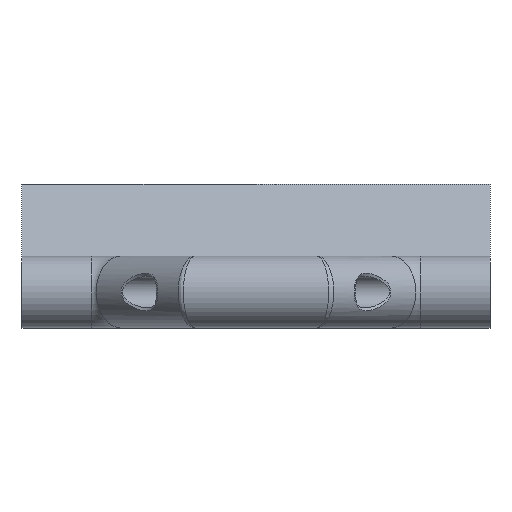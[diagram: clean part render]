
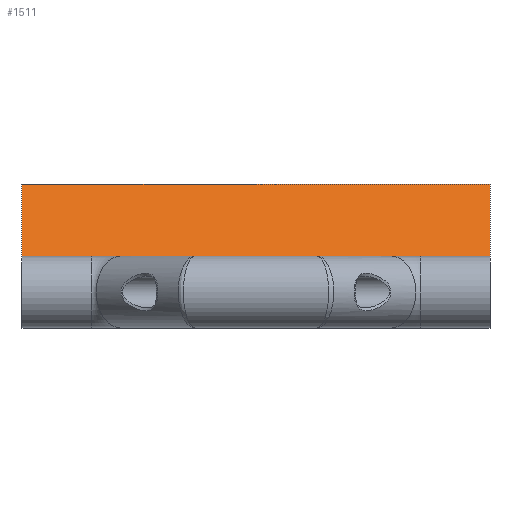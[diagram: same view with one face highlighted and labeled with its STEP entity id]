
A CAD part, front view. The second image highlights one B-rep face of the part: STEP entity #1511.
In plain terms, the highlighted planar face has unit normal (0, -0.707, 0.707).
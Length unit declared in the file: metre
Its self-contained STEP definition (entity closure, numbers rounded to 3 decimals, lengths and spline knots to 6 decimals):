
#576=ORIENTED_EDGE('',*,*,#728,.F.);
#577=ORIENTED_EDGE('',*,*,#781,.T.);
#578=ORIENTED_EDGE('',*,*,#737,.F.);
#579=ORIENTED_EDGE('',*,*,#741,.F.);
#728=EDGE_CURVE('',#895,#897,#1011,.F.);
#737=EDGE_CURVE('',#903,#904,#1017,.F.);
#741=EDGE_CURVE('',#897,#903,#1020,.T.);
#781=EDGE_CURVE('',#895,#904,#1035,.T.);
#895=VERTEX_POINT('',#2683);
#897=VERTEX_POINT('',#2686);
#903=VERTEX_POINT('',#2702);
#904=VERTEX_POINT('',#2704);
#1011=LINE('',#2685,#1127);
#1017=LINE('',#2703,#1133);
#1020=LINE('',#2711,#1136);
#1035=LINE('',#3054,#1151);
#1127=VECTOR('',#1967,1.);
#1133=VECTOR('',#1983,1.);
#1136=VECTOR('',#1990,1.);
#1151=VECTOR('',#2053,1.);
#1269=EDGE_LOOP('',(#576,#577,#578,#579));
#1375=FACE_BOUND('',#1269,.T.);
#1423=PLANE('',#1679);
#1511=ADVANCED_FACE('',(#1375),#1423,.F.);
#1679=AXIS2_PLACEMENT_3D('',#3079,#2082,#2083);
#1967=DIRECTION('',(0.,-0.707,-0.707));
#1983=DIRECTION('',(0.,0.707,0.707));
#1990=DIRECTION('',(1.,0.,0.));
#2053=DIRECTION('',(1.,0.,0.));
#2082=DIRECTION('',(0.,0.707,-0.707));
#2083=DIRECTION('',(1.,0.,0.));
#2683=CARTESIAN_POINT('',(-0.03,-0.02,0.));
#2685=CARTESIAN_POINT('',(-0.03,-0.0155,0.0045));
#2686=CARTESIAN_POINT('',(-0.03,-0.015,0.005));
#2702=CARTESIAN_POINT('',(0.0025,-0.015,0.005));
#2703=CARTESIAN_POINT('',(0.0025,-0.015,0.005));
#2704=CARTESIAN_POINT('',(0.0025,-0.02,0.));
#2711=CARTESIAN_POINT('',(-0.01375,-0.015,0.005));
#3054=CARTESIAN_POINT('',(0.,-0.02,0.));
#3079=CARTESIAN_POINT('',(-0.01375,-0.015,0.005));
